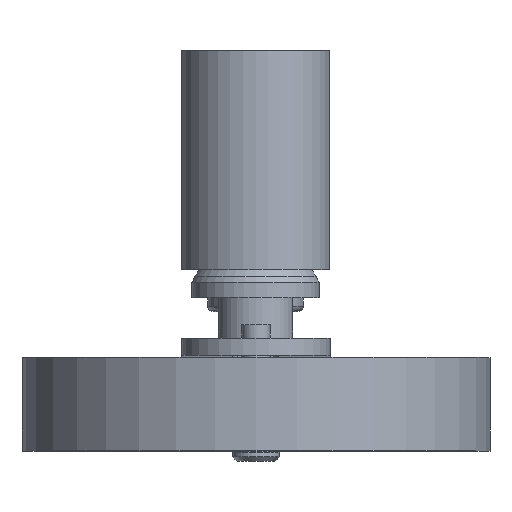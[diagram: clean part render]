
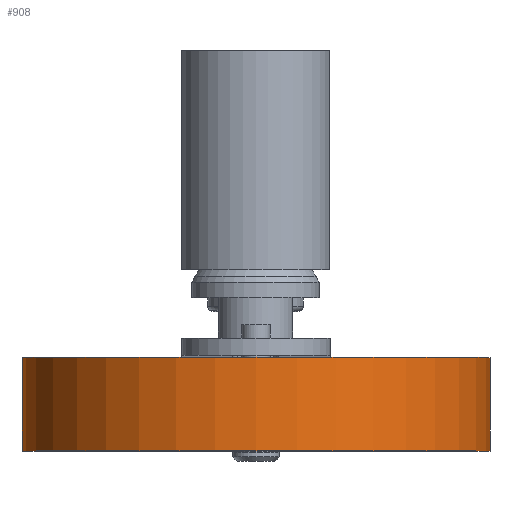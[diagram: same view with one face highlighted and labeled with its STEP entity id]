
A CAD part, top view. The second image highlights one B-rep face of the part: STEP entity #908.
In plain terms, the highlighted cylindrical face has radius 25 mm (diameter 50 mm), a partial arc.
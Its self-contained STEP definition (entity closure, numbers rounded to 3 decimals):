
#288=CARTESIAN_POINT('',(-24.948,-32.89,66.689));
#289=VERTEX_POINT('',#288);
#290=CARTESIAN_POINT('',(-24.948,-42.89,66.689));
#291=VERTEX_POINT('',#290);
#292=CARTESIAN_POINT('',(-24.948,-32.89,66.689));
#293=DIRECTION('',(0.0,-1.0,0.0));
#294=VECTOR('',#293,10.0);
#295=LINE('',#292,#294);
#296=EDGE_CURVE('',#289,#291,#295,.T.);
#298=CARTESIAN_POINT('',(25.052,-32.89,66.689));
#299=VERTEX_POINT('',#298);
#307=CARTESIAN_POINT('',(25.052,-42.89,66.689));
#308=VERTEX_POINT('',#307);
#309=CARTESIAN_POINT('',(25.052,-32.89,66.689));
#310=DIRECTION('',(0.0,-1.0,0.0));
#311=VECTOR('',#310,10.0);
#312=LINE('',#309,#311);
#313=EDGE_CURVE('',#299,#308,#312,.T.);
#885=CARTESIAN_POINT('',(0.052,-37.89,66.689));
#886=DIRECTION('',(0.,1.0,0.0));
#887=DIRECTION('',(-1.0,0.0,0.0));
#888=AXIS2_PLACEMENT_3D('',#885,#886,#887);
#889=CYLINDRICAL_SURFACE('',#888,25.0);
#890=ORIENTED_EDGE('',*,*,#296,.T.);
#891=CARTESIAN_POINT('',(0.052,-42.89,66.689));
#892=DIRECTION('',(0.0,1.0,0.0));
#893=DIRECTION('',(-1.0,0.0,0.0));
#894=AXIS2_PLACEMENT_3D('',#891,#892,#893);
#895=CIRCLE('',#894,25.0);
#896=EDGE_CURVE('',#291,#308,#895,.T.);
#897=ORIENTED_EDGE('',*,*,#896,.T.);
#898=ORIENTED_EDGE('',*,*,#313,.F.);
#899=CARTESIAN_POINT('',(0.052,-32.89,66.689));
#900=DIRECTION('',(0.0,1.0,0.0));
#901=DIRECTION('',(-1.0,0.0,0.0));
#902=AXIS2_PLACEMENT_3D('',#899,#900,#901);
#903=CIRCLE('',#902,25.0);
#904=EDGE_CURVE('',#289,#299,#903,.T.);
#905=ORIENTED_EDGE('',*,*,#904,.F.);
#906=EDGE_LOOP('',(#890,#897,#898,#905));
#907=FACE_OUTER_BOUND('',#906,.T.);
#908=ADVANCED_FACE('',(#907),#889,.T.);
